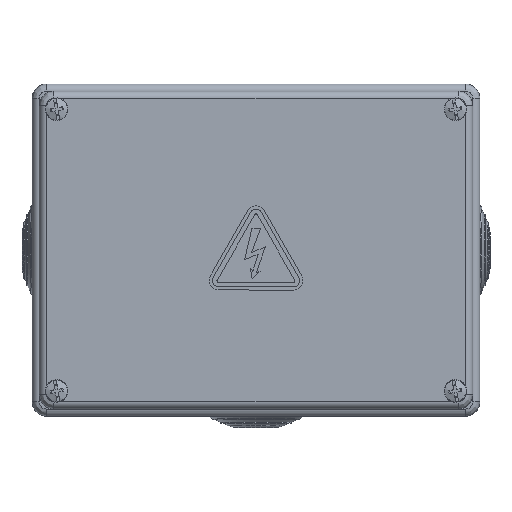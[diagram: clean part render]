
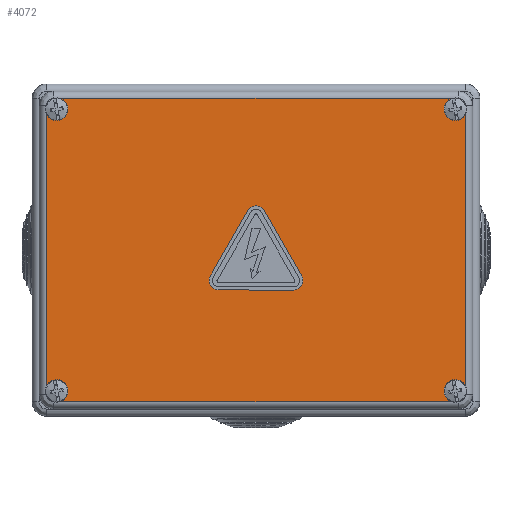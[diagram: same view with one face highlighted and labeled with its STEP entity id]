
A CAD part, top view. The second image highlights one B-rep face of the part: STEP entity #4072.
In plain terms, the highlighted planar face has unit normal (0, 0, 1).
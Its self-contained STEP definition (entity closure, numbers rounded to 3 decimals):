
#2632=CARTESIAN_POINT('',(-69.,48.75,17.));
#2633=DIRECTION('',(0.,0.,1.));
#2634=DIRECTION('',(1.,0.,0.));
#2635=AXIS2_PLACEMENT_3D('',#2632,#2633,#2634);
#2637=DIRECTION('',(-1.,0.,0.));
#2638=VECTOR('',#2637,135.858);
#2639=CARTESIAN_POINT('',(67.929,52.5,17.));
#2640=LINE('',#2639,#2638);
#2641=CARTESIAN_POINT('',(69.,48.75,17.));
#2642=DIRECTION('',(0.,0.,1.));
#2643=DIRECTION('',(-0.275,0.962,0.));
#2644=AXIS2_PLACEMENT_3D('',#2641,#2642,#2643);
#2646=CARTESIAN_POINT('',(69.,48.75,17.));
#2647=DIRECTION('',(0.,0.,1.));
#2648=DIRECTION('',(-1.,0.,0.));
#2649=AXIS2_PLACEMENT_3D('',#2646,#2647,#2648);
#2651=DIRECTION('',(0.,1.,0.));
#2652=VECTOR('',#2651,94.059);
#2653=CARTESIAN_POINT('',(72.5,-47.03,17.));
#2654=LINE('',#2653,#2652);
#2655=CARTESIAN_POINT('',(69.,-48.75,17.));
#2656=DIRECTION('',(0.,0.,1.));
#2657=DIRECTION('',(0.897,0.441,0.));
#2658=AXIS2_PLACEMENT_3D('',#2655,#2656,#2657);
#2660=CARTESIAN_POINT('',(69.,-48.75,17.));
#2661=DIRECTION('',(0.,0.,1.));
#2662=DIRECTION('',(-1.,0.,0.));
#2663=AXIS2_PLACEMENT_3D('',#2660,#2661,#2662);
#2665=DIRECTION('',(1.,0.,0.));
#2666=VECTOR('',#2665,135.858);
#2667=CARTESIAN_POINT('',(-67.929,-52.5,17.));
#2668=LINE('',#2667,#2666);
#2669=CARTESIAN_POINT('',(-69.,-48.75,17.));
#2670=DIRECTION('',(0.,0.,1.));
#2671=DIRECTION('',(0.275,-0.962,0.));
#2672=AXIS2_PLACEMENT_3D('',#2669,#2670,#2671);
#2674=CARTESIAN_POINT('',(-69.,-48.75,17.));
#2675=DIRECTION('',(0.,0.,1.));
#2676=DIRECTION('',(1.,0.,0.));
#2677=AXIS2_PLACEMENT_3D('',#2674,#2675,#2676);
#2679=DIRECTION('',(0.,-1.,0.));
#2680=VECTOR('',#2679,94.059);
#2681=CARTESIAN_POINT('',(-72.5,47.03,17.));
#2682=LINE('',#2681,#2680);
#2683=CARTESIAN_POINT('',(-69.,48.75,17.));
#2684=DIRECTION('',(0.,0.,1.));
#2685=DIRECTION('',(-0.897,-0.441,0.));
#2686=AXIS2_PLACEMENT_3D('',#2683,#2684,#2685);
#3725=CARTESIAN_POINT('',(-65.1,48.75,17.));
#3726=CARTESIAN_POINT('',(-67.929,52.5,17.));
#3727=VERTEX_POINT('',#3725);
#3728=VERTEX_POINT('',#3726);
#3729=CARTESIAN_POINT('',(-72.5,47.03,17.));
#3730=VERTEX_POINT('',#3729);
#3735=CARTESIAN_POINT('',(65.1,48.75,17.));
#3736=CARTESIAN_POINT('',(72.5,47.03,17.));
#3737=VERTEX_POINT('',#3735);
#3738=VERTEX_POINT('',#3736);
#3739=CARTESIAN_POINT('',(-65.1,-48.75,17.));
#3740=CARTESIAN_POINT('',(-72.5,-47.03,17.));
#3741=VERTEX_POINT('',#3739);
#3742=VERTEX_POINT('',#3740);
#3747=CARTESIAN_POINT('',(72.5,-47.03,17.));
#3748=CARTESIAN_POINT('',(65.1,-48.75,17.));
#3749=VERTEX_POINT('',#3747);
#3750=VERTEX_POINT('',#3748);
#3751=CARTESIAN_POINT('',(67.929,-52.5,17.));
#3752=VERTEX_POINT('',#3751);
#3781=CARTESIAN_POINT('',(67.929,52.5,17.));
#3782=VERTEX_POINT('',#3781);
#3783=CARTESIAN_POINT('',(-67.929,-52.5,17.));
#3784=VERTEX_POINT('',#3783);
#4043=CARTESIAN_POINT('',(0.,0.,17.));
#4044=DIRECTION('',(0.,0.,1.));
#4045=DIRECTION('',(1.,0.,0.));
#4046=AXIS2_PLACEMENT_3D('',#4043,#4044,#4045);
#4047=PLANE('',#4046);
#4049=ORIENTED_EDGE('',*,*,#4048,.T.);
#4051=ORIENTED_EDGE('',*,*,#4050,.F.);
#4053=ORIENTED_EDGE('',*,*,#4052,.T.);
#4055=ORIENTED_EDGE('',*,*,#4054,.T.);
#4057=ORIENTED_EDGE('',*,*,#4056,.F.);
#4059=ORIENTED_EDGE('',*,*,#4058,.T.);
#4061=ORIENTED_EDGE('',*,*,#4060,.T.);
#4062=ORIENTED_EDGE('',*,*,#4006,.F.);
#4063=ORIENTED_EDGE('',*,*,#4035,.T.);
#4065=ORIENTED_EDGE('',*,*,#4064,.T.);
#4067=ORIENTED_EDGE('',*,*,#4066,.F.);
#4069=ORIENTED_EDGE('',*,*,#4068,.T.);
#4070=EDGE_LOOP('',(#4049,#4051,#4053,#4055,#4057,#4059,#4061,#4062,#4063,#4065,
#4067,#4069));
#4071=FACE_OUTER_BOUND('',#4070,.F.);
#4072=ADVANCED_FACE('',(#4071),#4047,.T.);
#2636=CIRCLE('',#2635,3.9);
#2645=CIRCLE('',#2644,3.9);
#2650=CIRCLE('',#2649,3.9);
#2659=CIRCLE('',#2658,3.9);
#2664=CIRCLE('',#2663,3.9);
#2673=CIRCLE('',#2672,3.9);
#2678=CIRCLE('',#2677,3.9);
#2687=CIRCLE('',#2686,3.9);
#4006=EDGE_CURVE('',#3784,#3752,#2668,.T.);
#4035=EDGE_CURVE('',#3784,#3741,#2673,.T.);
#4048=EDGE_CURVE('',#3727,#3728,#2636,.T.);
#4050=EDGE_CURVE('',#3782,#3728,#2640,.T.);
#4052=EDGE_CURVE('',#3782,#3737,#2645,.T.);
#4054=EDGE_CURVE('',#3737,#3738,#2650,.T.);
#4056=EDGE_CURVE('',#3749,#3738,#2654,.T.);
#4058=EDGE_CURVE('',#3749,#3750,#2659,.T.);
#4060=EDGE_CURVE('',#3750,#3752,#2664,.T.);
#4064=EDGE_CURVE('',#3741,#3742,#2678,.T.);
#4066=EDGE_CURVE('',#3730,#3742,#2682,.T.);
#4068=EDGE_CURVE('',#3730,#3727,#2687,.T.);
